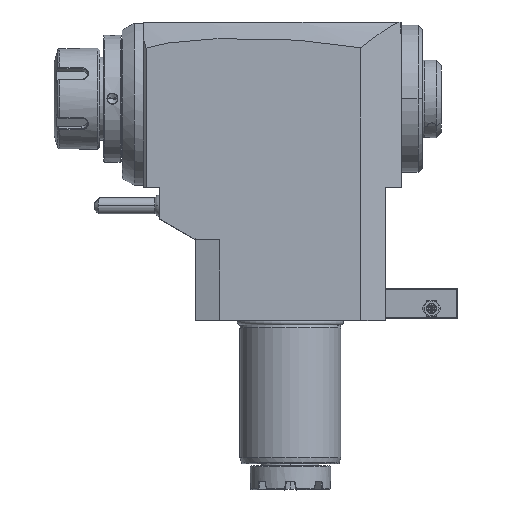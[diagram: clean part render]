
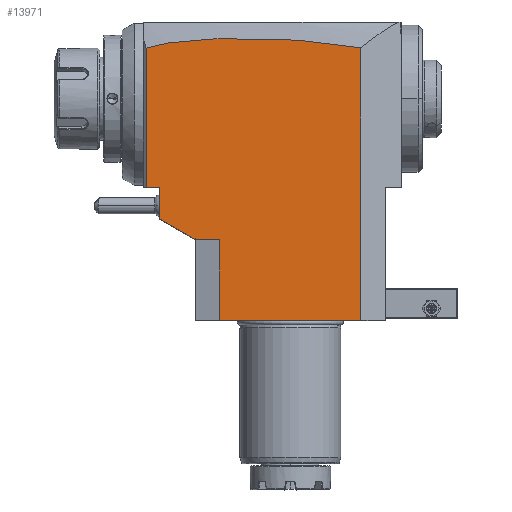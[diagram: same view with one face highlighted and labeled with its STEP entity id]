
A CAD part, top view. The second image highlights one B-rep face of the part: STEP entity #13971.
In plain terms, the highlighted planar face has unit normal (0, 0, 1).
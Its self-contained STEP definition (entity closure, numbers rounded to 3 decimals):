
#3190=DIRECTION('',(-1.,0.,0.));
#3191=VECTOR('',#3190,70.);
#3192=CARTESIAN_POINT('',(35.,0.,44.));
#3193=LINE('',#3192,#3191);
#3271=DIRECTION('',(1.,0.,0.));
#3272=VECTOR('',#3271,6.5);
#3273=CARTESIAN_POINT('',(-71.5,66.,44.));
#3274=LINE('',#3273,#3272);
#3279=DIRECTION('',(0.866,-0.5,0.));
#3280=VECTOR('',#3279,1.155);
#3281=CARTESIAN_POINT('',(-47.,40.577,44.));
#3282=LINE('',#3281,#3280);
#3283=DIRECTION('',(0.,1.,0.));
#3284=VECTOR('',#3283,0.577);
#3285=CARTESIAN_POINT('',(-47.,40.,44.));
#3286=LINE('',#3285,#3284);
#3287=DIRECTION('',(0.866,-0.5,0.));
#3288=VECTOR('',#3287,20.785);
#3289=CARTESIAN_POINT('',(-65.,50.392,44.));
#3290=LINE('',#3289,#3288);
#3291=DIRECTION('',(0.,-1.,0.));
#3292=VECTOR('',#3291,15.608);
#3293=CARTESIAN_POINT('',(-65.,66.,44.));
#3294=LINE('',#3293,#3292);
#3295=DIRECTION('',(0.,-1.,0.));
#3296=VECTOR('',#3295,69.054);
#3297=CARTESIAN_POINT('',(-71.5,135.054,44.));
#3298=LINE('',#3297,#3296);
#3299=CARTESIAN_POINT('',(35.,135.17,44.));
#3300=CARTESIAN_POINT('',(33.751,135.412,44.));
#3301=CARTESIAN_POINT('',(31.235,135.868,44.));
#3302=CARTESIAN_POINT('',(27.422,136.481,44.));
#3303=CARTESIAN_POINT('',(23.555,137.035,44.));
#3304=CARTESIAN_POINT('',(19.631,137.534,44.));
#3305=CARTESIAN_POINT('',(15.615,137.988,44.));
#3306=CARTESIAN_POINT('',(11.32,138.415,44.));
#3307=CARTESIAN_POINT('',(6.565,138.824,44.));
#3308=CARTESIAN_POINT('',(1.209,139.207,44.));
#3309=CARTESIAN_POINT('',(-4.423,139.525,44.));
#3310=CARTESIAN_POINT('',(-10.016,139.759,44.));
#3311=CARTESIAN_POINT('',(-15.56,139.912,44.));
#3312=CARTESIAN_POINT('',(-21.074,139.986,44.));
#3313=CARTESIAN_POINT('',(-26.515,139.98,44.));
#3314=CARTESIAN_POINT('',(-31.815,139.895,44.));
#3315=CARTESIAN_POINT('',(-36.773,139.738,44.));
#3316=CARTESIAN_POINT('',(-41.273,139.525,44.));
#3317=CARTESIAN_POINT('',(-45.228,139.276,44.));
#3318=CARTESIAN_POINT('',(-48.692,139.006,44.));
#3319=CARTESIAN_POINT('',(-51.753,138.722,44.));
#3320=CARTESIAN_POINT('',(-54.464,138.429,44.));
#3321=CARTESIAN_POINT('',(-56.882,138.131,44.));
#3322=CARTESIAN_POINT('',(-59.04,137.832,44.));
#3323=CARTESIAN_POINT('',(-60.949,137.536,44.));
#3324=CARTESIAN_POINT('',(-62.619,137.25,44.));
#3325=CARTESIAN_POINT('',(-64.096,136.972,44.));
#3326=CARTESIAN_POINT('',(-65.444,136.697,44.));
#3327=CARTESIAN_POINT('',(-66.72,136.413,44.));
#3328=CARTESIAN_POINT('',(-67.987,136.105,44.));
#3329=CARTESIAN_POINT('',(-69.225,135.774,44.));
#3330=CARTESIAN_POINT('',(-70.411,135.421,44.));
#3331=CARTESIAN_POINT('',(-71.145,135.178,44.));
#3332=CARTESIAN_POINT('',(-71.5,135.054,44.));
#3334=DIRECTION('',(0.,-1.,0.));
#3335=VECTOR('',#3334,135.17);
#3336=CARTESIAN_POINT('',(35.,135.17,44.));
#3337=LINE('',#3336,#3335);
#3378=DIRECTION('',(0.,-1.,0.));
#3379=VECTOR('',#3378,40.);
#3380=CARTESIAN_POINT('',(-35.,40.,44.));
#3381=LINE('',#3380,#3379);
#3394=DIRECTION('',(1.,0.,0.));
#3395=VECTOR('',#3394,11.);
#3396=CARTESIAN_POINT('',(-46.,40.,44.));
#3397=LINE('',#3396,#3395);
#10341=CARTESIAN_POINT('',(-71.5,66.,44.));
#10342=VERTEX_POINT('',#10341);
#10343=VERTEX_POINT('',#3299);
#10344=VERTEX_POINT('',#3332);
#10363=CARTESIAN_POINT('',(-46.,40.,44.));
#10364=CARTESIAN_POINT('',(-35.,40.,44.));
#10365=VERTEX_POINT('',#10363);
#10366=VERTEX_POINT('',#10364);
#10698=CARTESIAN_POINT('',(35.,0.,44.));
#10699=CARTESIAN_POINT('',(-35.,0.,44.));
#10700=VERTEX_POINT('',#10698);
#10701=VERTEX_POINT('',#10699);
#10726=CARTESIAN_POINT('',(-65.,50.392,44.));
#10727=CARTESIAN_POINT('',(-47.,40.,44.));
#10728=VERTEX_POINT('',#10726);
#10729=VERTEX_POINT('',#10727);
#10842=CARTESIAN_POINT('',(-47.,40.577,44.));
#10844=VERTEX_POINT('',#10842);
#10906=CARTESIAN_POINT('',(-65.,66.,44.));
#10907=VERTEX_POINT('',#10906);
#13945=CARTESIAN_POINT('',(-53.475,40.,44.));
#13946=DIRECTION('',(0.,0.,1.));
#13947=DIRECTION('',(1.,0.,0.));
#13948=AXIS2_PLACEMENT_3D('',#13945,#13946,#13947);
#13949=PLANE('',#13948);
#13951=ORIENTED_EDGE('',*,*,#13950,.F.);
#13953=ORIENTED_EDGE('',*,*,#13952,.F.);
#13955=ORIENTED_EDGE('',*,*,#13954,.F.);
#13956=ORIENTED_EDGE('',*,*,#13925,.F.);
#13957=ORIENTED_EDGE('',*,*,#13914,.F.);
#13959=ORIENTED_EDGE('',*,*,#13958,.F.);
#13961=ORIENTED_EDGE('',*,*,#13960,.F.);
#13963=ORIENTED_EDGE('',*,*,#13962,.T.);
#13964=ORIENTED_EDGE('',*,*,#13853,.T.);
#13966=ORIENTED_EDGE('',*,*,#13965,.F.);
#13968=ORIENTED_EDGE('',*,*,#13967,.F.);
#13969=EDGE_LOOP('',(#13951,#13953,#13955,#13956,#13957,#13959,#13961,#13963,
#13964,#13966,#13968));
#13970=FACE_OUTER_BOUND('',#13969,.F.);
#3333=B_SPLINE_CURVE_WITH_KNOTS('',3,(#3299,#3300,#3301,#3302,#3303,#3304,#3305,
#3306,#3307,#3308,#3309,#3310,#3311,#3312,#3313,#3314,#3315,#3316,#3317,#3318,
#3319,#3320,#3321,#3322,#3323,#3324,#3325,#3326,#3327,#3328,#3329,#3330,#3331,
#3332),.UNSPECIFIED.,.F.,.F.,(4,1,1,1,1,1,1,1,1,1,1,1,1,1,1,1,1,1,1,1,1,1,1,1,1,
1,1,1,1,1,1,4),(0.,0.032,0.065,0.097,
0.129,0.161,0.194,0.226,
0.258,0.29,0.323,0.355,
0.387,0.419,0.452,0.484,
0.516,0.548,0.581,0.613,
0.645,0.677,0.71,0.742,
0.774,0.806,0.839,0.871,
0.903,0.935,0.968,1.),.UNSPECIFIED.);
#13853=EDGE_CURVE('',#10700,#10701,#3193,.T.);
#13914=EDGE_CURVE('',#10342,#10907,#3274,.T.);
#13925=EDGE_CURVE('',#10907,#10728,#3294,.T.);
#13950=EDGE_CURVE('',#10844,#10365,#3282,.T.);
#13952=EDGE_CURVE('',#10729,#10844,#3286,.T.);
#13954=EDGE_CURVE('',#10728,#10729,#3290,.T.);
#13958=EDGE_CURVE('',#10344,#10342,#3298,.T.);
#13960=EDGE_CURVE('',#10343,#10344,#3333,.T.);
#13962=EDGE_CURVE('',#10343,#10700,#3337,.T.);
#13965=EDGE_CURVE('',#10366,#10701,#3381,.T.);
#13967=EDGE_CURVE('',#10365,#10366,#3397,.T.);
#13971=ADVANCED_FACE('',(#13970),#13949,.T.);
